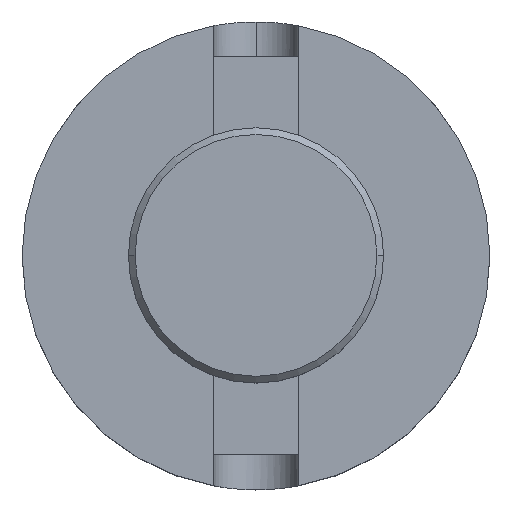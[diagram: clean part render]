
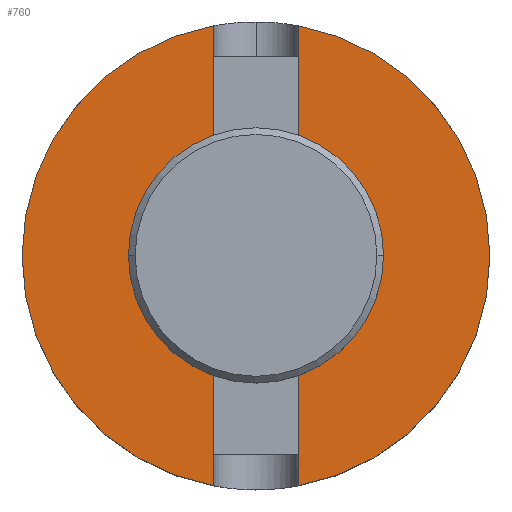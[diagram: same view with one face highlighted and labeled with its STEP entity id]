
A CAD part, top view. The second image highlights one B-rep face of the part: STEP entity #760.
In plain terms, the highlighted planar face has unit normal (0, 0, 1).
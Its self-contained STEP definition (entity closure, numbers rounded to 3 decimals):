
#125 = CARTESIAN_POINT ( 'NONE',  ( 6.35, -34.343, 101.6 ) ) ;
#155 = FACE_OUTER_BOUND ( 'NONE', #2371, .T. ) ;
#177 = ORIENTED_EDGE ( 'NONE', *, *, #291, .F. ) ;
#221 = EDGE_CURVE ( 'NONE', #657, #492, #1894, .T. ) ;
#226 = CARTESIAN_POINT ( 'NONE',  ( -6.35, 0., 101.6 ) ) ;
#291 = EDGE_CURVE ( 'NONE', #1198, #1603, #1970, .T. ) ;
#308 = ORIENTED_EDGE ( 'NONE', *, *, #686, .F. ) ;
#319 = CARTESIAN_POINT ( 'NONE',  ( 0., 0., 101.6 ) ) ;
#327 = DIRECTION ( 'NONE',  ( 0., 0., 1. ) ) ;
#340 = DIRECTION ( 'NONE',  ( 1., 0., 0. ) ) ;
#366 = VECTOR ( 'NONE', #1717, 1000. ) ;
#373 = EDGE_CURVE ( 'NONE', #2793, #1972, #2680, .T. ) ;
#379 = ORIENTED_EDGE ( 'NONE', *, *, #373, .F. ) ;
#434 = DIRECTION ( 'NONE',  ( 0., 0., 1. ) ) ;
#454 = EDGE_CURVE ( 'NONE', #1603, #625, #2008, .T. ) ;
#492 = VERTEX_POINT ( 'NONE', #636 ) ;
#495 = EDGE_CURVE ( 'NONE', #2235, #1346, #1927, .T. ) ;
#554 = DIRECTION ( 'NONE',  ( 0., -1., 0. ) ) ;
#582 = CIRCLE ( 'NONE', #1300, 34.925 ) ;
#595 = DIRECTION ( 'NONE',  ( 1., 0., 0. ) ) ;
#621 = EDGE_CURVE ( 'NONE', #1690, #1198, #1720, .T. ) ;
#625 = VERTEX_POINT ( 'NONE', #1491 ) ;
#636 = CARTESIAN_POINT ( 'NONE',  ( 6.35, 17., 101.6 ) ) ;
#637 = EDGE_CURVE ( 'NONE', #1972, #2793, #1090, .T. ) ;
#657 = VERTEX_POINT ( 'NONE', #1609 ) ;
#686 = EDGE_CURVE ( 'NONE', #492, #1346, #2849, .T. ) ;
#722 = EDGE_CURVE ( 'NONE', #2082, #657, #794, .T. ) ;
#724 = ORIENTED_EDGE ( 'NONE', *, *, #454, .F. ) ;
#760 = ADVANCED_FACE ( 'NONE', ( #937, #155 ), #2215, .F. ) ;
#767 = EDGE_CURVE ( 'NONE', #1690, #2235, #2495, .T. ) ;
#780 = CARTESIAN_POINT ( 'NONE',  ( 0., 0., 101.6 ) ) ;
#781 = EDGE_CURVE ( 'NONE', #2094, #625, #582, .T. ) ;
#783 = DIRECTION ( 'NONE',  ( 0., 0., 1. ) ) ;
#788 = DIRECTION ( 'NONE',  ( 1., 0., 0. ) ) ;
#794 = LINE ( 'NONE', #1946, #2569 ) ;
#822 = CARTESIAN_POINT ( 'NONE',  ( 34.925, 0., 101.6 ) ) ;
#882 = ORIENTED_EDGE ( 'NONE', *, *, #495, .T. ) ;
#937 = FACE_BOUND ( 'NONE', #1455, .T. ) ;
#1090 = CIRCLE ( 'NONE', #1641, 15.875 ) ;
#1198 = VERTEX_POINT ( 'NONE', #1924 ) ;
#1269 = VECTOR ( 'NONE', #595, 1000. ) ;
#1300 = AXIS2_PLACEMENT_3D ( 'NONE', #2413, #2416, #2422 ) ;
#1323 = AXIS2_PLACEMENT_3D ( 'NONE', #1805, #434, #2038 ) ;
#1344 = AXIS2_PLACEMENT_3D ( 'NONE', #2190, #2182, #2247 ) ;
#1346 = VERTEX_POINT ( 'NONE', #1508 ) ;
#1384 = VECTOR ( 'NONE', #554, 1000. ) ;
#1415 = CARTESIAN_POINT ( 'NONE',  ( 0., -17., 101.6 ) ) ;
#1431 = ORIENTED_EDGE ( 'NONE', *, *, #722, .F. ) ;
#1448 = CARTESIAN_POINT ( 'NONE',  ( 6.35, 0., 101.6 ) ) ;
#1455 = EDGE_LOOP ( 'NONE', ( #379, #2729 ) ) ;
#1473 = AXIS2_PLACEMENT_3D ( 'NONE', #2299, #2314, #2323 ) ;
#1485 = DIRECTION ( 'NONE',  ( 0., 1., 0. ) ) ;
#1491 = CARTESIAN_POINT ( 'NONE',  ( -6.35, -34.343, 101.6 ) ) ;
#1492 = DIRECTION ( 'NONE',  ( -1., 0., 0. ) ) ;
#1508 = CARTESIAN_POINT ( 'NONE',  ( 6.35, 34.343, 101.6 ) ) ;
#1513 = ORIENTED_EDGE ( 'NONE', *, *, #767, .T. ) ;
#1563 = CARTESIAN_POINT ( 'NONE',  ( 0., 0., 101.6 ) ) ;
#1566 = DIRECTION ( 'NONE',  ( 0., 0., 1. ) ) ;
#1574 = DIRECTION ( 'NONE',  ( 1., 0., 0. ) ) ;
#1603 = VERTEX_POINT ( 'NONE', #2750 ) ;
#1609 = CARTESIAN_POINT ( 'NONE',  ( -6.35, 17., 101.6 ) ) ;
#1641 = AXIS2_PLACEMENT_3D ( 'NONE', #1563, #1566, #1574 ) ;
#1690 = VERTEX_POINT ( 'NONE', #125 ) ;
#1697 = CARTESIAN_POINT ( 'NONE',  ( 6.35, 0., 101.6 ) ) ;
#1705 = AXIS2_PLACEMENT_3D ( 'NONE', #780, #783, #788 ) ;
#1717 = DIRECTION ( 'NONE',  ( 0., 1., 0. ) ) ;
#1720 = LINE ( 'NONE', #1448, #2262 ) ;
#1755 = VECTOR ( 'NONE', #1492, 1000. ) ;
#1800 = AXIS2_PLACEMENT_3D ( 'NONE', #319, #327, #340 ) ;
#1805 = CARTESIAN_POINT ( 'NONE',  ( 0., 0., 101.6 ) ) ;
#1894 = LINE ( 'NONE', #2903, #1269 ) ;
#1924 = CARTESIAN_POINT ( 'NONE',  ( 6.35, -17., 101.6 ) ) ;
#1927 = CIRCLE ( 'NONE', #1705, 34.925 ) ;
#1935 = CARTESIAN_POINT ( 'NONE',  ( -6.35, 34.343, 101.6 ) ) ;
#1946 = CARTESIAN_POINT ( 'NONE',  ( -6.35, 0., 101.6 ) ) ;
#1970 = LINE ( 'NONE', #1415, #1755 ) ;
#1972 = VERTEX_POINT ( 'NONE', #2450 ) ;
#1974 = ORIENTED_EDGE ( 'NONE', *, *, #781, .T. ) ;
#2008 = LINE ( 'NONE', #226, #1384 ) ;
#2010 = DIRECTION ( 'NONE',  ( 0., -1., 0. ) ) ;
#2038 = DIRECTION ( 'NONE',  ( 1., 0., 0. ) ) ;
#2047 = CIRCLE ( 'NONE', #1323, 34.925 ) ;
#2056 = CARTESIAN_POINT ( 'NONE',  ( -34.925, 0., 101.6 ) ) ;
#2058 = ORIENTED_EDGE ( 'NONE', *, *, #221, .F. ) ;
#2082 = VERTEX_POINT ( 'NONE', #1935 ) ;
#2094 = VERTEX_POINT ( 'NONE', #2056 ) ;
#2129 = ORIENTED_EDGE ( 'NONE', *, *, #621, .F. ) ;
#2182 = DIRECTION ( 'NONE',  ( 0., 0., -1. ) ) ;
#2190 = CARTESIAN_POINT ( 'NONE',  ( 35.344, -34.755, 101.6 ) ) ;
#2215 = PLANE ( 'NONE',  #1344 ) ;
#2235 = VERTEX_POINT ( 'NONE', #822 ) ;
#2247 = DIRECTION ( 'NONE',  ( -1., 0., 0. ) ) ;
#2262 = VECTOR ( 'NONE', #1485, 1000. ) ;
#2299 = CARTESIAN_POINT ( 'NONE',  ( 0., 0., 101.6 ) ) ;
#2314 = DIRECTION ( 'NONE',  ( 0., 0., 1. ) ) ;
#2323 = DIRECTION ( 'NONE',  ( 1., 0., 0. ) ) ;
#2371 = EDGE_LOOP ( 'NONE', ( #2129, #1513, #882, #308, #2058, #1431, #2582, #1974, #724, #177 ) ) ;
#2413 = CARTESIAN_POINT ( 'NONE',  ( 0., 0., 101.6 ) ) ;
#2416 = DIRECTION ( 'NONE',  ( 0., 0., 1. ) ) ;
#2422 = DIRECTION ( 'NONE',  ( 1., 0., 0. ) ) ;
#2426 = CARTESIAN_POINT ( 'NONE',  ( 15.875, 0., 101.6 ) ) ;
#2450 = CARTESIAN_POINT ( 'NONE',  ( -15.875, 0., 101.6 ) ) ;
#2495 = CIRCLE ( 'NONE', #1473, 34.925 ) ;
#2569 = VECTOR ( 'NONE', #2010, 1000. ) ;
#2582 = ORIENTED_EDGE ( 'NONE', *, *, #2911, .T. ) ;
#2680 = CIRCLE ( 'NONE', #1800, 15.875 ) ;
#2729 = ORIENTED_EDGE ( 'NONE', *, *, #637, .F. ) ;
#2750 = CARTESIAN_POINT ( 'NONE',  ( -6.35, -17., 101.6 ) ) ;
#2793 = VERTEX_POINT ( 'NONE', #2426 ) ;
#2849 = LINE ( 'NONE', #1697, #366 ) ;
#2903 = CARTESIAN_POINT ( 'NONE',  ( 0., 17., 101.6 ) ) ;
#2911 = EDGE_CURVE ( 'NONE', #2082, #2094, #2047, .T. ) ;
